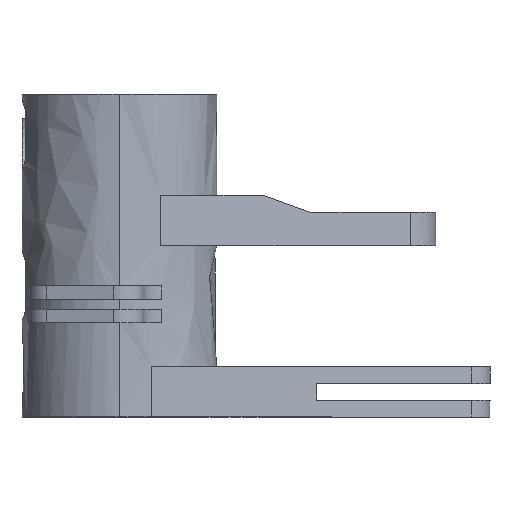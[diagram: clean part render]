
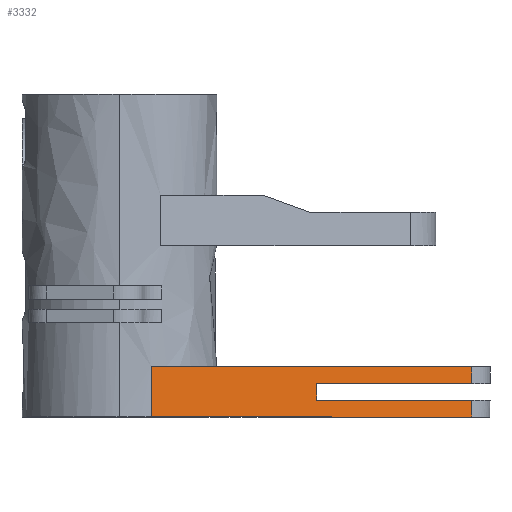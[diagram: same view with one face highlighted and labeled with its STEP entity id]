
A CAD part, top view. The second image highlights one B-rep face of the part: STEP entity #3332.
In plain terms, the highlighted free-form (B-spline) face has degree [1, 1] with [2, 2] control points.
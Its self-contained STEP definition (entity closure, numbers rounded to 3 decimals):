
#2374 = VERTEX_POINT('',#2375);
#2375 = CARTESIAN_POINT('',(8.939,0.,25.87));
#2381 = EDGE_CURVE('',#2382,#2374,#2384,.T.);
#2382 = VERTEX_POINT('',#2383);
#2383 = CARTESIAN_POINT('',(8.939,14.157,
    25.87));
#2384 = B_SPLINE_CURVE_WITH_KNOTS('',1,(#2385,#2386),.UNSPECIFIED.,.F.,
  .F.,(2,2),(-0.,15.),.PIECEWISE_BEZIER_KNOTS.);
#2385 = CARTESIAN_POINT('',(8.939,14.157,
    25.87));
#2386 = CARTESIAN_POINT('',(8.939,0.,25.87));
#3332 = ADVANCED_FACE('',(#3333),#3383,.T.);
#3333 = FACE_BOUND('',#3334,.T.);
#3334 = EDGE_LOOP('',(#3335,#3344,#3351,#3358,#3365,#3372,#3377,#3378));
#3335 = ORIENTED_EDGE('',*,*,#3336,.T.);
#3336 = EDGE_CURVE('',#3337,#3339,#3341,.T.);
#3337 = VERTEX_POINT('',#3338);
#3338 = CARTESIAN_POINT('',(99.067,0.,-5.272));
#3339 = VERTEX_POINT('',#3340);
#3340 = CARTESIAN_POINT('',(99.067,4.719,
    -5.272));
#3341 = B_SPLINE_CURVE_WITH_KNOTS('',1,(#3342,#3343),.UNSPECIFIED.,.F.,
  .F.,(2,2),(-15.,-10.),.PIECEWISE_BEZIER_KNOTS.);
#3342 = CARTESIAN_POINT('',(99.067,0.,-5.272));
#3343 = CARTESIAN_POINT('',(99.067,4.719,
    -5.272));
#3344 = ORIENTED_EDGE('',*,*,#3345,.F.);
#3345 = EDGE_CURVE('',#3346,#3339,#3348,.T.);
#3346 = VERTEX_POINT('',#3347);
#3347 = CARTESIAN_POINT('',(55.44,4.719,9.802
    ));
#3348 = B_SPLINE_CURVE_WITH_KNOTS('',1,(#3349,#3350),.UNSPECIFIED.,.F.,
  .F.,(2,2),(0.,48.905),.PIECEWISE_BEZIER_KNOTS.);
#3349 = CARTESIAN_POINT('',(55.44,4.719,9.802
    ));
#3350 = CARTESIAN_POINT('',(99.067,4.719,
    -5.272));
#3351 = ORIENTED_EDGE('',*,*,#3352,.T.);
#3352 = EDGE_CURVE('',#3346,#3353,#3355,.T.);
#3353 = VERTEX_POINT('',#3354);
#3354 = CARTESIAN_POINT('',(55.44,9.438,9.802
    ));
#3355 = B_SPLINE_CURVE_WITH_KNOTS('',1,(#3356,#3357),.UNSPECIFIED.,.F.,
  .F.,(2,2),(0.,5.),.PIECEWISE_BEZIER_KNOTS.);
#3356 = CARTESIAN_POINT('',(55.44,4.719,9.802
    ));
#3357 = CARTESIAN_POINT('',(55.44,9.438,9.802
    ));
#3358 = ORIENTED_EDGE('',*,*,#3359,.T.);
#3359 = EDGE_CURVE('',#3353,#3360,#3362,.T.);
#3360 = VERTEX_POINT('',#3361);
#3361 = CARTESIAN_POINT('',(99.067,9.438,
    -5.272));
#3362 = B_SPLINE_CURVE_WITH_KNOTS('',1,(#3363,#3364),.UNSPECIFIED.,.F.,
  .F.,(2,2),(0.,48.905),.PIECEWISE_BEZIER_KNOTS.);
#3363 = CARTESIAN_POINT('',(55.44,9.438,9.802
    ));
#3364 = CARTESIAN_POINT('',(99.067,9.438,
    -5.272));
#3365 = ORIENTED_EDGE('',*,*,#3366,.T.);
#3366 = EDGE_CURVE('',#3360,#3367,#3369,.T.);
#3367 = VERTEX_POINT('',#3368);
#3368 = CARTESIAN_POINT('',(99.067,14.157,
    -5.272));
#3369 = B_SPLINE_CURVE_WITH_KNOTS('',1,(#3370,#3371),.UNSPECIFIED.,.F.,
  .F.,(2,2),(-5.,0.),.PIECEWISE_BEZIER_KNOTS.);
#3370 = CARTESIAN_POINT('',(99.067,9.438,
    -5.272));
#3371 = CARTESIAN_POINT('',(99.067,14.157,
    -5.272));
#3372 = ORIENTED_EDGE('',*,*,#3373,.T.);
#3373 = EDGE_CURVE('',#3367,#2382,#3374,.T.);
#3374 = B_SPLINE_CURVE_WITH_KNOTS('',1,(#3375,#3376),.UNSPECIFIED.,.F.,
  .F.,(2,2),(-101.033,0.),
  .PIECEWISE_BEZIER_KNOTS.);
#3375 = CARTESIAN_POINT('',(99.067,14.157,
    -5.272));
#3376 = CARTESIAN_POINT('',(8.939,14.157,
    25.87));
#3377 = ORIENTED_EDGE('',*,*,#2381,.T.);
#3378 = ORIENTED_EDGE('',*,*,#3379,.F.);
#3379 = EDGE_CURVE('',#3337,#2374,#3380,.T.);
#3380 = B_SPLINE_CURVE_WITH_KNOTS('',1,(#3381,#3382),.UNSPECIFIED.,.F.,
  .F.,(2,2),(-101.033,0.),.PIECEWISE_BEZIER_KNOTS.);
#3381 = CARTESIAN_POINT('',(99.067,0.,-5.272));
#3382 = CARTESIAN_POINT('',(8.939,0.,25.87));
#3383 = B_SPLINE_SURFACE_WITH_KNOTS('',1,1,(
    (#3384,#3385)
    ,(#3386,#3387
    )),.UNSPECIFIED.,.F.,.F.,.F.,(2,2),(2,2),(0.,101.033),(-15.,
    0.),.PIECEWISE_BEZIER_KNOTS.);
#3384 = CARTESIAN_POINT('',(8.939,0.,25.87));
#3385 = CARTESIAN_POINT('',(8.939,14.157,
    25.87));
#3386 = CARTESIAN_POINT('',(99.067,0.,-5.272));
#3387 = CARTESIAN_POINT('',(99.067,14.157,
    -5.272));
